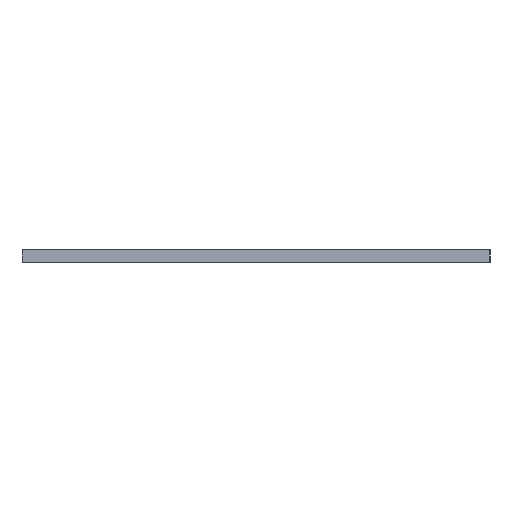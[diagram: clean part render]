
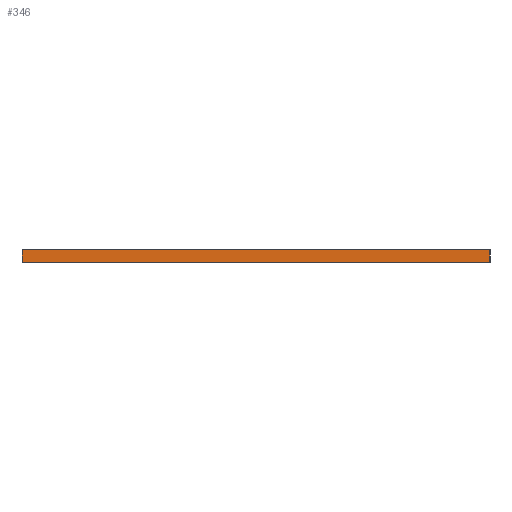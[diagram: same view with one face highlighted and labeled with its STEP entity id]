
A CAD part, left-side view. The second image highlights one B-rep face of the part: STEP entity #346.
In plain terms, the highlighted planar face has unit normal (-1, 0, 0).
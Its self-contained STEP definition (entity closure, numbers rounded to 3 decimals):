
#57=CARTESIAN_POINT('Line Origine',(0.,0.,5.)) ;
#61=CARTESIAN_POINT('Vertex',(0.,0.,0.)) ;
#63=CARTESIAN_POINT('Vertex',(0.,0.,10.)) ;
#303=CARTESIAN_POINT('Vertex',(0.,370.,0.)) ;
#306=CARTESIAN_POINT('Line Origine',(0.,370.,5.)) ;
#310=CARTESIAN_POINT('Vertex',(0.,370.,10.)) ;
#325=CARTESIAN_POINT('Axis2P3D Location',(0.,370.,0.)) ;
#330=CARTESIAN_POINT('Line Origine',(0.,185.,0.)) ;
#335=CARTESIAN_POINT('Line Origine',(0.,185.,10.)) ;
#58=DIRECTION('Vector Direction',(0.,0.,1.)) ;
#307=DIRECTION('Vector Direction',(0.,0.,1.)) ;
#326=DIRECTION('Axis2P3D Direction',(-1.,0.,0.)) ;
#327=DIRECTION('Axis2P3D XDirection',(0.,-1.,0.)) ;
#331=DIRECTION('Vector Direction',(0.,-1.,0.)) ;
#336=DIRECTION('Vector Direction',(0.,-1.,0.)) ;
#328=AXIS2_PLACEMENT_3D('Plane Axis2P3D',#325,#326,#327) ;
#341=ORIENTED_EDGE('',*,*,#312,.F.) ;
#342=ORIENTED_EDGE('',*,*,#334,.T.) ;
#343=ORIENTED_EDGE('',*,*,#65,.T.) ;
#344=ORIENTED_EDGE('',*,*,#339,.F.) ;
#59=VECTOR('Line Direction',#58,1.) ;
#308=VECTOR('Line Direction',#307,1.) ;
#332=VECTOR('Line Direction',#331,1.) ;
#337=VECTOR('Line Direction',#336,1.) ;
#346=ADVANCED_FACE('PartBody',(#345),#329,.T.) ;
#65=EDGE_CURVE('',#62,#64,#60,.T.) ;
#312=EDGE_CURVE('',#304,#311,#309,.T.) ;
#334=EDGE_CURVE('',#304,#62,#333,.T.) ;
#339=EDGE_CURVE('',#311,#64,#338,.T.) ;
#340=EDGE_LOOP('',(#341,#342,#343,#344)) ;
#345=FACE_OUTER_BOUND('',#340,.T.) ;
#60=LINE('Line',#57,#59) ;
#309=LINE('Line',#306,#308) ;
#333=LINE('Line',#330,#332) ;
#338=LINE('Line',#335,#337) ;
#329=PLANE('Plane',#328) ;
#62=VERTEX_POINT('',#61) ;
#64=VERTEX_POINT('',#63) ;
#304=VERTEX_POINT('',#303) ;
#311=VERTEX_POINT('',#310) ;
